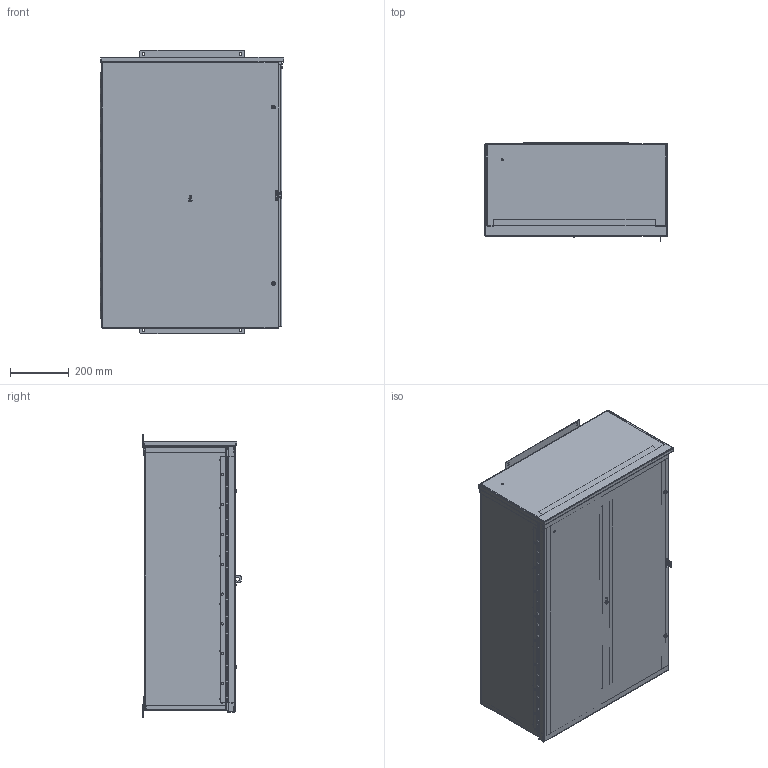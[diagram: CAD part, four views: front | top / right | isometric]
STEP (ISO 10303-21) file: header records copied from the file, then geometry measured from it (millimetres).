
FILE_DESCRIPTION (( 'STEP AP203' ), '1' );
FILE_NAME ('C3R362412HCR_Default.step', '2019-11-12T22:55:38', ( '' ), ( '' ), 'SwSTEP 2.0', 'SolidWorks 2019', '' );
FILE_SCHEMA (( 'CONFIG_CONTROL_DESIGN' ));
Length unit declared in the file: inch
Products named in the file (1): C3R362412HCR_Default
Bounding box: 624.12 x 335.21 x 965.2 mm (x, y, z)
Volume: 4849456.7 mm3; surface area: 5197897.3 mm2
Topology: 37 solids, 37 shells, 1102 faces, 2854 edges, 1864 vertices
Faces by surface type: plane 597, cylinder 435, bspline 50, cone 20
Entity records: 34549 total; most frequent: CARTESIAN_POINT 6877, DIRECTION 5792, ORIENTED_EDGE 5708, EDGE_CURVE 2854, AXIS2_PLACEMENT_3D 1979, VERTEX_POINT 1864, VECTOR 1834, LINE 1834
